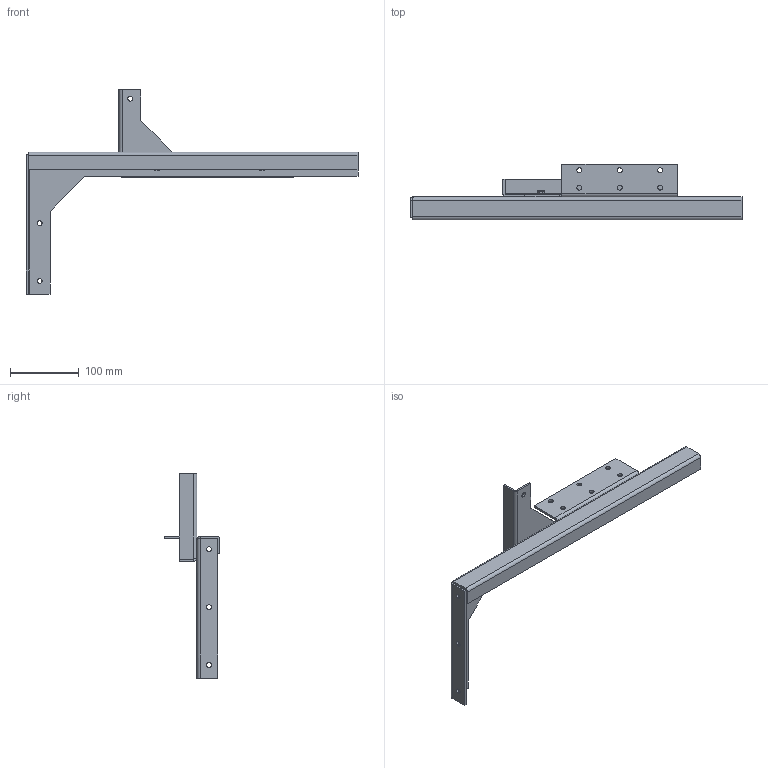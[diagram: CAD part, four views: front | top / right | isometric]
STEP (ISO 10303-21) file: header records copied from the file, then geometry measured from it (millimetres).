
FILE_DESCRIPTION (( 'STEP AP203' ), '1' );
FILE_NAME ('CWHW6.step', '2024-04-25T14:57:57', ( '' ), ( '' ), 'SwSTEP 2.0', 'SolidWorks 2023', '' );
FILE_SCHEMA (( 'CONFIG_CONTROL_DESIGN' ));
Length unit declared in the file: inch
Products named in the file (1): CWHW6
Bounding box: 482.6 x 80.96 x 296.93 mm (x, y, z)
Volume: 256601.3 mm3; surface area: 172616.1 mm2
Topology: 6 solids, 6 shells, 216 faces, 572 edges, 374 vertices
Faces by surface type: plane 100, cylinder 96, bspline 20
Entity records: 7439 total; most frequent: CARTESIAN_POINT 1879, ORIENTED_EDGE 1144, DIRECTION 1094, EDGE_CURVE 572, AXIS2_PLACEMENT_3D 381, VERTEX_POINT 374, VECTOR 332, LINE 332
